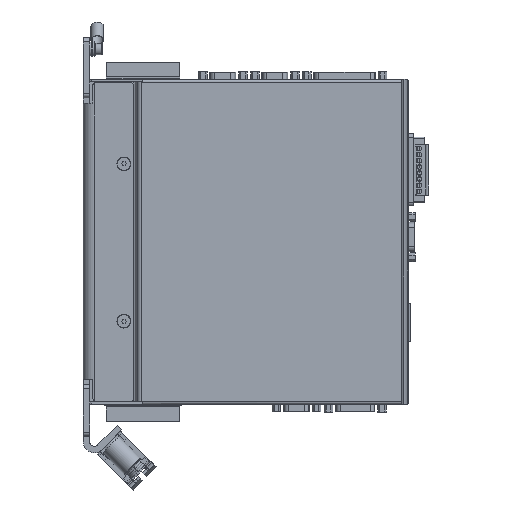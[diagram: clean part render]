
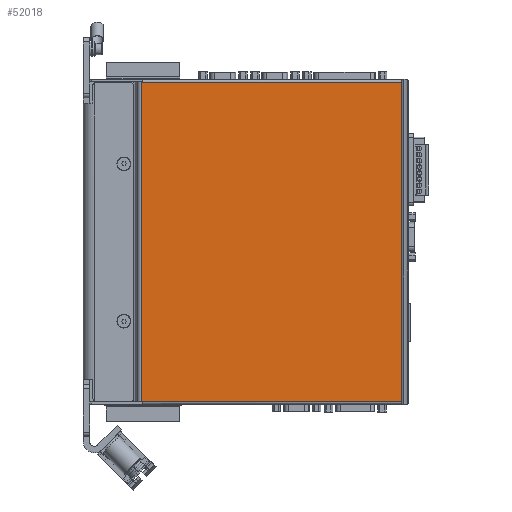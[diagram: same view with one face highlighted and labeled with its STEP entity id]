
A CAD part, top view. The second image highlights one B-rep face of the part: STEP entity #52018.
In plain terms, the highlighted face is planar.
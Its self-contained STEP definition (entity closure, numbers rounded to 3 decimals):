
#2276=ORIENTED_EDGE('',*,*,#13043,.F.);
#2277=ORIENTED_EDGE('',*,*,#13044,.F.);
#2278=ORIENTED_EDGE('',*,*,#13039,.T.);
#2279=ORIENTED_EDGE('',*,*,#13045,.T.);
#13039=EDGE_CURVE('',#18421,#18422,#22040,.T.);
#13043=EDGE_CURVE('',#18423,#18424,#22042,.T.);
#13044=EDGE_CURVE('',#18421,#18423,#22043,.T.);
#13045=EDGE_CURVE('',#18422,#18424,#22044,.T.);
#18421=VERTEX_POINT('',#69609);
#18422=VERTEX_POINT('',#69610);
#18423=VERTEX_POINT('',#69616);
#18424=VERTEX_POINT('',#69617);
#22040=LINE('',#69608,#26200);
#22042=LINE('',#69615,#26202);
#22043=LINE('',#69618,#26203);
#22044=LINE('',#69619,#26204);
#26200=VECTOR('',#58236,1000.);
#26202=VECTOR('',#58244,1000.);
#26203=VECTOR('',#58245,1000.);
#26204=VECTOR('',#58246,1000.);
#30028=EDGE_LOOP('',(#2276,#2277,#2278,#2279));
#32813=FACE_BOUND('',#30028,.T.);
#35552=PLANE('',#54334);
#52018=ADVANCED_FACE('',(#32813),#35552,.F.);
#54334=AXIS2_PLACEMENT_3D('',#69614,#58242,#58243);
#58236=DIRECTION('',(0.,0.,-1.));
#58242=DIRECTION('',(1.,0.,0.));
#58243=DIRECTION('',(0.,0.,-1.));
#58244=DIRECTION('',(0.,0.,-1.));
#58245=DIRECTION('',(0.,-1.,0.));
#58246=DIRECTION('',(0.,-1.,0.));
#69608=CARTESIAN_POINT('',(-33.51,198.5,104.145));
#69609=CARTESIAN_POINT('',(-33.51,198.5,102.545));
#69610=CARTESIAN_POINT('',(-33.51,198.5,-96.555));
#69614=CARTESIAN_POINT('',(-33.51,198.5,104.145));
#69615=CARTESIAN_POINT('',(-33.51,36.22,102.645));
#69616=CARTESIAN_POINT('',(-33.51,36.22,102.545));
#69617=CARTESIAN_POINT('',(-33.51,36.22,-96.555));
#69618=CARTESIAN_POINT('',(-33.51,198.5,102.545));
#69619=CARTESIAN_POINT('',(-33.51,198.5,-96.555));
